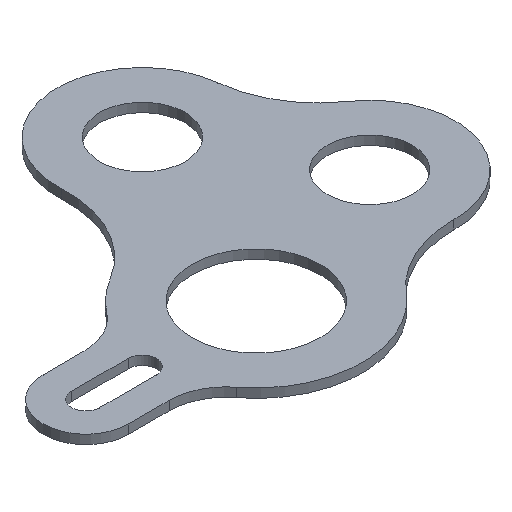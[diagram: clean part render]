
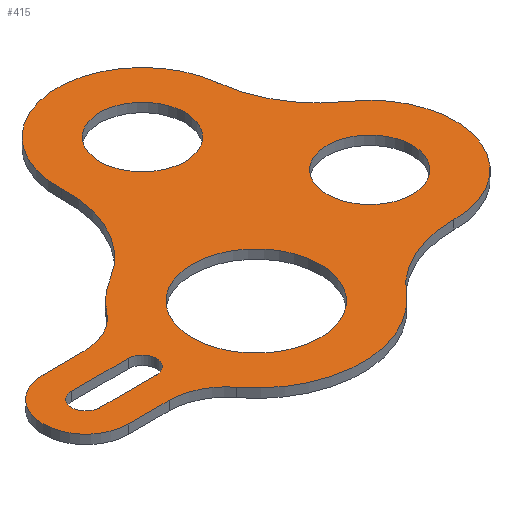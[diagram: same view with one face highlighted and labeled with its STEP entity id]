
A CAD part, isometric view. The second image highlights one B-rep face of the part: STEP entity #415.
In plain terms, the highlighted planar face has unit normal (0, 0, 1).
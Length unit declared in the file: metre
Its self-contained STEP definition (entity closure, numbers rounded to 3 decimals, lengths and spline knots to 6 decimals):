
#17=PLANE('',#593);
#18=CIRCLE('',#544,0.003175);
#20=CIRCLE('',#548,0.003175);
#22=CIRCLE('',#551,0.009525);
#24=CIRCLE('',#555,0.0127);
#26=CIRCLE('',#558,0.023813);
#28=CIRCLE('',#561,0.0254);
#30=CIRCLE('',#564,0.01905);
#32=CIRCLE('',#567,0.0254);
#34=CIRCLE('',#570,0.01905);
#36=CIRCLE('',#573,0.0254);
#38=CIRCLE('',#576,0.023813);
#40=CIRCLE('',#579,0.0127);
#43=CIRCLE('',#585,0.009525);
#45=CIRCLE('',#588,0.009525);
#47=CIRCLE('',#591,0.014288);
#137=ORIENTED_EDGE('',*,*,#197,.F.);
#138=ORIENTED_EDGE('',*,*,#194,.T.);
#139=ORIENTED_EDGE('',*,*,#191,.F.);
#140=ORIENTED_EDGE('',*,*,#188,.T.);
#141=ORIENTED_EDGE('',*,*,#185,.F.);
#142=ORIENTED_EDGE('',*,*,#182,.T.);
#143=ORIENTED_EDGE('',*,*,#179,.F.);
#144=ORIENTED_EDGE('',*,*,#176,.T.);
#145=ORIENTED_EDGE('',*,*,#173,.F.);
#146=ORIENTED_EDGE('',*,*,#170,.F.);
#147=ORIENTED_EDGE('',*,*,#167,.T.);
#148=ORIENTED_EDGE('',*,*,#200,.T.);
#149=ORIENTED_EDGE('',*,*,#163,.F.);
#150=ORIENTED_EDGE('',*,*,#160,.F.);
#151=ORIENTED_EDGE('',*,*,#157,.F.);
#152=ORIENTED_EDGE('',*,*,#202,.T.);
#153=ORIENTED_EDGE('',*,*,#205,.F.);
#154=ORIENTED_EDGE('',*,*,#207,.F.);
#155=ORIENTED_EDGE('',*,*,#209,.F.);
#157=EDGE_CURVE('',#210,#212,#18,.T.);
#160=EDGE_CURVE('',#212,#214,#250,.T.);
#163=EDGE_CURVE('',#214,#216,#20,.T.);
#167=EDGE_CURVE('',#220,#218,#22,.T.);
#170=EDGE_CURVE('',#220,#222,#256,.T.);
#173=EDGE_CURVE('',#222,#224,#24,.T.);
#176=EDGE_CURVE('',#226,#224,#26,.T.);
#179=EDGE_CURVE('',#226,#228,#28,.T.);
#182=EDGE_CURVE('',#230,#228,#30,.T.);
#185=EDGE_CURVE('',#230,#232,#32,.T.);
#188=EDGE_CURVE('',#234,#232,#34,.T.);
#191=EDGE_CURVE('',#234,#236,#36,.T.);
#194=EDGE_CURVE('',#238,#236,#38,.T.);
#197=EDGE_CURVE('',#238,#240,#40,.T.);
#200=EDGE_CURVE('',#218,#240,#268,.T.);
#202=EDGE_CURVE('',#210,#216,#270,.T.);
#205=EDGE_CURVE('',#243,#243,#43,.T.);
#207=EDGE_CURVE('',#245,#245,#45,.T.);
#209=EDGE_CURVE('',#247,#247,#47,.T.);
#210=VERTEX_POINT('',#725);
#212=VERTEX_POINT('',#728);
#214=VERTEX_POINT('',#734);
#216=VERTEX_POINT('',#740);
#218=VERTEX_POINT('',#746);
#220=VERTEX_POINT('',#749);
#222=VERTEX_POINT('',#755);
#224=VERTEX_POINT('',#761);
#226=VERTEX_POINT('',#767);
#228=VERTEX_POINT('',#773);
#230=VERTEX_POINT('',#779);
#232=VERTEX_POINT('',#785);
#234=VERTEX_POINT('',#791);
#236=VERTEX_POINT('',#797);
#238=VERTEX_POINT('',#803);
#240=VERTEX_POINT('',#809);
#243=VERTEX_POINT('',#823);
#245=VERTEX_POINT('',#828);
#247=VERTEX_POINT('',#833);
#250=LINE('',#733,#274);
#256=LINE('',#754,#280);
#268=LINE('',#814,#292);
#270=LINE('',#817,#294);
#274=VECTOR('',#606,1.);
#280=VECTOR('',#626,1.);
#292=VECTOR('',#694,1.);
#294=VECTOR('',#698,1.);
#323=EDGE_LOOP('',(#137,#138,#139,#140,#141,#142,#143,#144,#145,#146,#147,
#148));
#324=EDGE_LOOP('',(#149,#150,#151,#152));
#325=EDGE_LOOP('',(#153));
#326=EDGE_LOOP('',(#154));
#327=EDGE_LOOP('',(#155));
#355=FACE_BOUND('',#323,.T.);
#356=FACE_BOUND('',#324,.T.);
#357=FACE_BOUND('',#325,.T.);
#358=FACE_BOUND('',#326,.T.);
#359=FACE_BOUND('',#327,.T.);
#415=ADVANCED_FACE('',(#355,#356,#357,#358,#359),#17,.T.);
#544=AXIS2_PLACEMENT_3D('',#727,#599,#600);
#548=AXIS2_PLACEMENT_3D('',#739,#611,#612);
#551=AXIS2_PLACEMENT_3D('',#748,#619,#620);
#555=AXIS2_PLACEMENT_3D('',#760,#631,#632);
#558=AXIS2_PLACEMENT_3D('',#766,#638,#639);
#561=AXIS2_PLACEMENT_3D('',#772,#645,#646);
#564=AXIS2_PLACEMENT_3D('',#778,#652,#653);
#567=AXIS2_PLACEMENT_3D('',#784,#659,#660);
#570=AXIS2_PLACEMENT_3D('',#790,#666,#667);
#573=AXIS2_PLACEMENT_3D('',#796,#673,#674);
#576=AXIS2_PLACEMENT_3D('',#802,#680,#681);
#579=AXIS2_PLACEMENT_3D('',#808,#687,#688);
#585=AXIS2_PLACEMENT_3D('',#822,#704,#705);
#588=AXIS2_PLACEMENT_3D('',#827,#710,#711);
#591=AXIS2_PLACEMENT_3D('',#832,#716,#717);
#593=AXIS2_PLACEMENT_3D('',#835,#720,#721);
#599=DIRECTION('',(0.,0.,1.));
#600=DIRECTION('',(1.,0.,0.));
#606=DIRECTION('',(1.,0.,0.));
#611=DIRECTION('',(0.,0.,1.));
#612=DIRECTION('',(1.,0.,0.));
#619=DIRECTION('',(0.,0.,1.));
#620=DIRECTION('',(1.,0.,0.));
#626=DIRECTION('',(1.,0.,0.));
#631=DIRECTION('',(0.,0.,1.));
#632=DIRECTION('',(1.,0.,0.));
#638=DIRECTION('',(0.,0.,1.));
#639=DIRECTION('',(1.,0.,0.));
#645=DIRECTION('',(0.,0.,1.));
#646=DIRECTION('',(1.,0.,0.));
#652=DIRECTION('',(0.,0.,1.));
#653=DIRECTION('',(1.,0.,0.));
#659=DIRECTION('',(0.,0.,1.));
#660=DIRECTION('',(1.,0.,0.));
#666=DIRECTION('',(0.,0.,1.));
#667=DIRECTION('',(1.,0.,0.));
#673=DIRECTION('',(0.,0.,1.));
#674=DIRECTION('',(1.,0.,0.));
#680=DIRECTION('',(0.,0.,1.));
#681=DIRECTION('',(1.,0.,0.));
#687=DIRECTION('',(0.,0.,1.));
#688=DIRECTION('',(1.,0.,0.));
#694=DIRECTION('',(1.,0.,0.));
#698=DIRECTION('',(1.,0.,0.));
#704=DIRECTION('',(0.,0.,1.));
#705=DIRECTION('',(1.,0.,0.));
#710=DIRECTION('',(0.,0.,1.));
#711=DIRECTION('',(1.,0.,0.));
#716=DIRECTION('',(0.,0.,1.));
#717=DIRECTION('',(1.,0.,0.));
#720=DIRECTION('',(0.,0.,1.));
#721=DIRECTION('',(1.,0.,0.));
#725=CARTESIAN_POINT('',(-0.0381,0.003175,0.002032));
#727=CARTESIAN_POINT('',(-0.0381,0.,0.002032));
#728=CARTESIAN_POINT('',(-0.0381,-0.003175,0.002032));
#733=CARTESIAN_POINT('',(-0.03175,-0.003175,0.002032));
#734=CARTESIAN_POINT('',(-0.0254,-0.003175,0.002032));
#739=CARTESIAN_POINT('',(-0.0254,0.,0.002032));
#740=CARTESIAN_POINT('',(-0.0254,0.003175,0.002032));
#746=CARTESIAN_POINT('',(-0.0381,-0.009525,0.002032));
#748=CARTESIAN_POINT('',(-0.0381,0.,0.002032));
#749=CARTESIAN_POINT('',(-0.0381,0.009525,0.002032));
#754=CARTESIAN_POINT('',(-0.033535,0.009525,0.002032));
#755=CARTESIAN_POINT('',(-0.028969,0.009525,0.002032));
#760=CARTESIAN_POINT('',(-0.028969,0.022225,0.002032));
#761=CARTESIAN_POINT('',(-0.018893,0.014495,0.002032));
#766=CARTESIAN_POINT('',(0.,0.,0.002032));
#767=CARTESIAN_POINT('',(-0.012262,0.020412,0.002032));
#772=CARTESIAN_POINT('',(-0.025342,0.042186,0.002032));
#773=CARTESIAN_POINT('',(0.000025,0.04348,0.002032));
#778=CARTESIAN_POINT('',(0.01905,0.04445,0.002032));
#779=CARTESIAN_POINT('',(0.037983,0.046557,0.002032));
#784=CARTESIAN_POINT('',(0.063227,0.049366,0.002032));
#785=CARTESIAN_POINT('',(0.048869,0.028414,0.002032));
#790=CARTESIAN_POINT('',(0.0381,0.0127,0.002032));
#791=CARTESIAN_POINT('',(0.037887,-0.006349,0.002032));
#796=CARTESIAN_POINT('',(0.037603,-0.031747,0.002032));
#797=CARTESIAN_POINT('',(0.018195,-0.015362,0.002032));
#802=CARTESIAN_POINT('',(0.,0.,0.002032));
#803=CARTESIAN_POINT('',(-0.018893,-0.014495,0.002032));
#808=CARTESIAN_POINT('',(-0.028969,-0.022225,0.002032));
#809=CARTESIAN_POINT('',(-0.028969,-0.009525,0.002032));
#814=CARTESIAN_POINT('',(-0.033535,-0.009525,0.002032));
#817=CARTESIAN_POINT('',(-0.03175,0.003175,0.002032));
#822=CARTESIAN_POINT('',(0.01905,0.04445,0.002032));
#823=CARTESIAN_POINT('',(0.028575,0.04445,0.002032));
#827=CARTESIAN_POINT('',(0.0381,0.0127,0.002032));
#828=CARTESIAN_POINT('',(0.047625,0.0127,0.002032));
#832=CARTESIAN_POINT('',(0.,0.,0.002032));
#833=CARTESIAN_POINT('',(0.014288,0.,0.002032));
#835=CARTESIAN_POINT('',(0.004763,0.019844,0.002032));
